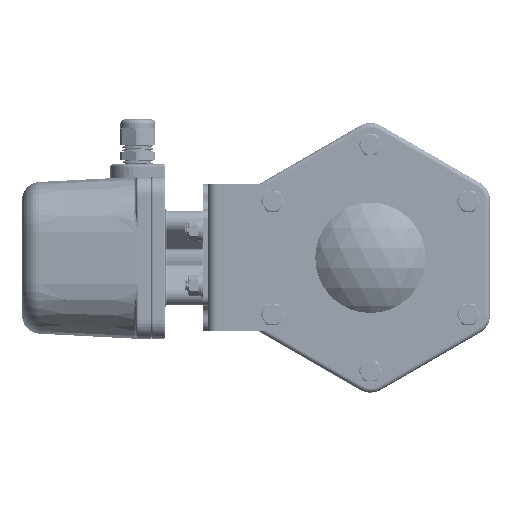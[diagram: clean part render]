
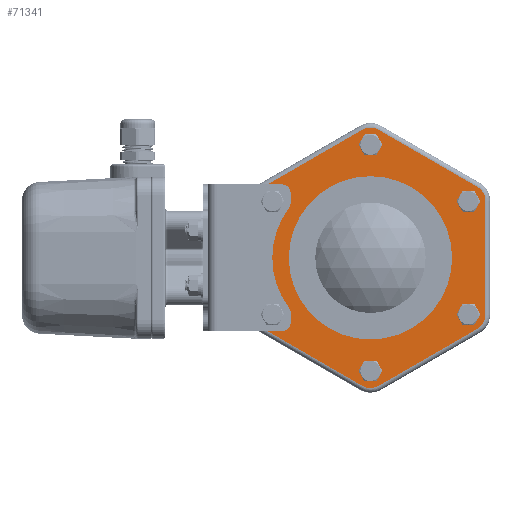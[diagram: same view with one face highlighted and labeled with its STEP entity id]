
A CAD part, left-side view. The second image highlights one B-rep face of the part: STEP entity #71341.
In plain terms, the highlighted planar face has unit normal (-1, 0, 0).
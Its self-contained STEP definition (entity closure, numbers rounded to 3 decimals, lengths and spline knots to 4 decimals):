
#2001=FACE_BOUND('',#13356,.T.);
#2002=FACE_BOUND('',#13357,.T.);
#2003=FACE_BOUND('',#13358,.T.);
#2004=FACE_BOUND('',#13359,.T.);
#2005=FACE_BOUND('',#13360,.T.);
#2006=FACE_BOUND('',#13361,.T.);
#2007=FACE_BOUND('',#13362,.T.);
#2588=CIRCLE('',#75637,0.22);
#2590=CIRCLE('',#75640,0.22);
#2592=CIRCLE('',#75643,0.22);
#2596=CIRCLE('',#75648,2.03);
#2597=CIRCLE('',#75649,2.03);
#2603=CIRCLE('',#75657,0.4375);
#2604=CIRCLE('',#75658,0.4375);
#2605=CIRCLE('',#75659,0.4375);
#2606=CIRCLE('',#75660,0.4375);
#2607=CIRCLE('',#75661,0.4375);
#2608=CIRCLE('',#75662,0.4375);
#2609=CIRCLE('',#75663,0.22);
#2610=CIRCLE('',#75664,0.22);
#2611=CIRCLE('',#75665,0.22);
#9200=FACE_OUTER_BOUND('',#13355,.T.);
#13355=EDGE_LOOP('',(#56728,#56729,#56730,#56731,#56732,#56733,#56734,#56735,
#56736,#56737,#56738,#56739));
#13356=EDGE_LOOP('',(#56740));
#13357=EDGE_LOOP('',(#56741));
#13358=EDGE_LOOP('',(#56742));
#13359=EDGE_LOOP('',(#56743));
#13360=EDGE_LOOP('',(#56744));
#13361=EDGE_LOOP('',(#56745));
#13362=EDGE_LOOP('',(#56746,#56747));
#19177=LINE('',#115824,#25908);
#19178=LINE('',#115828,#25909);
#19179=LINE('',#115832,#25910);
#19180=LINE('',#115836,#25911);
#19181=LINE('',#115840,#25912);
#19182=LINE('',#115843,#25913);
#25908=VECTOR('',#85655,0.3937);
#25909=VECTOR('',#85658,0.3937);
#25910=VECTOR('',#85661,0.3937);
#25911=VECTOR('',#85664,0.3937);
#25912=VECTOR('',#85667,0.3937);
#25913=VECTOR('',#85670,0.3937);
#32477=VERTEX_POINT('',#115785);
#32478=VERTEX_POINT('',#115790);
#32479=VERTEX_POINT('',#115795);
#32482=VERTEX_POINT('',#115803);
#32483=VERTEX_POINT('',#115805);
#32488=VERTEX_POINT('',#115820);
#32489=VERTEX_POINT('',#115821);
#32490=VERTEX_POINT('',#115823);
#32491=VERTEX_POINT('',#115825);
#32492=VERTEX_POINT('',#115827);
#32493=VERTEX_POINT('',#115829);
#32494=VERTEX_POINT('',#115831);
#32495=VERTEX_POINT('',#115833);
#32496=VERTEX_POINT('',#115835);
#32497=VERTEX_POINT('',#115837);
#32498=VERTEX_POINT('',#115839);
#32499=VERTEX_POINT('',#115841);
#32500=VERTEX_POINT('',#115844);
#32501=VERTEX_POINT('',#115846);
#32502=VERTEX_POINT('',#115848);
#41096=EDGE_CURVE('',#32477,#32477,#2588,.T.);
#41099=EDGE_CURVE('',#32478,#32478,#2590,.T.);
#41102=EDGE_CURVE('',#32479,#32479,#2592,.T.);
#41107=EDGE_CURVE('',#32482,#32483,#2596,.T.);
#41108=EDGE_CURVE('',#32483,#32482,#2597,.T.);
#41115=EDGE_CURVE('',#32488,#32489,#2603,.T.);
#41116=EDGE_CURVE('',#32490,#32488,#19177,.T.);
#41117=EDGE_CURVE('',#32491,#32490,#2604,.T.);
#41118=EDGE_CURVE('',#32492,#32491,#19178,.T.);
#41119=EDGE_CURVE('',#32493,#32492,#2605,.T.);
#41120=EDGE_CURVE('',#32494,#32493,#19179,.T.);
#41121=EDGE_CURVE('',#32495,#32494,#2606,.T.);
#41122=EDGE_CURVE('',#32496,#32495,#19180,.T.);
#41123=EDGE_CURVE('',#32497,#32496,#2607,.T.);
#41124=EDGE_CURVE('',#32498,#32497,#19181,.T.);
#41125=EDGE_CURVE('',#32499,#32498,#2608,.T.);
#41126=EDGE_CURVE('',#32489,#32499,#19182,.T.);
#41127=EDGE_CURVE('',#32500,#32500,#2609,.T.);
#41128=EDGE_CURVE('',#32501,#32501,#2610,.T.);
#41129=EDGE_CURVE('',#32502,#32502,#2611,.T.);
#56728=ORIENTED_EDGE('',*,*,#41115,.F.);
#56729=ORIENTED_EDGE('',*,*,#41116,.F.);
#56730=ORIENTED_EDGE('',*,*,#41117,.F.);
#56731=ORIENTED_EDGE('',*,*,#41118,.F.);
#56732=ORIENTED_EDGE('',*,*,#41119,.F.);
#56733=ORIENTED_EDGE('',*,*,#41120,.F.);
#56734=ORIENTED_EDGE('',*,*,#41121,.F.);
#56735=ORIENTED_EDGE('',*,*,#41122,.F.);
#56736=ORIENTED_EDGE('',*,*,#41123,.F.);
#56737=ORIENTED_EDGE('',*,*,#41124,.F.);
#56738=ORIENTED_EDGE('',*,*,#41125,.F.);
#56739=ORIENTED_EDGE('',*,*,#41126,.F.);
#56740=ORIENTED_EDGE('',*,*,#41102,.T.);
#56741=ORIENTED_EDGE('',*,*,#41127,.T.);
#56742=ORIENTED_EDGE('',*,*,#41128,.T.);
#56743=ORIENTED_EDGE('',*,*,#41129,.T.);
#56744=ORIENTED_EDGE('',*,*,#41096,.T.);
#56745=ORIENTED_EDGE('',*,*,#41099,.T.);
#56746=ORIENTED_EDGE('',*,*,#41108,.F.);
#56747=ORIENTED_EDGE('',*,*,#41107,.F.);
#68393=PLANE('',#75656);
#71341=ADVANCED_FACE('',(#9200,#2001,#2002,#2003,#2004,#2005,#2006,#2007),
#68393,.T.);
#75637=AXIS2_PLACEMENT_3D('',#115786,#85609,#85610);
#75640=AXIS2_PLACEMENT_3D('',#115791,#85616,#85617);
#75643=AXIS2_PLACEMENT_3D('',#115796,#85623,#85624);
#75648=AXIS2_PLACEMENT_3D('',#115806,#85634,#85635);
#75649=AXIS2_PLACEMENT_3D('',#115807,#85636,#85637);
#75656=AXIS2_PLACEMENT_3D('',#115819,#85651,#85652);
#75657=AXIS2_PLACEMENT_3D('',#115822,#85653,#85654);
#75658=AXIS2_PLACEMENT_3D('',#115826,#85656,#85657);
#75659=AXIS2_PLACEMENT_3D('',#115830,#85659,#85660);
#75660=AXIS2_PLACEMENT_3D('',#115834,#85662,#85663);
#75661=AXIS2_PLACEMENT_3D('',#115838,#85665,#85666);
#75662=AXIS2_PLACEMENT_3D('',#115842,#85668,#85669);
#75663=AXIS2_PLACEMENT_3D('',#115845,#85671,#85672);
#75664=AXIS2_PLACEMENT_3D('',#115847,#85673,#85674);
#75665=AXIS2_PLACEMENT_3D('',#115849,#85675,#85676);
#85609=DIRECTION('center_axis',(1.,0.,0.));
#85610=DIRECTION('ref_axis',(0.,0.866,-0.5));
#85616=DIRECTION('center_axis',(1.,0.,0.));
#85617=DIRECTION('ref_axis',(0.,0.,-1.));
#85623=DIRECTION('center_axis',(1.,0.,0.));
#85624=DIRECTION('ref_axis',(0.,-0.866,-0.5));
#85634=DIRECTION('center_axis',(-1.,0.,0.));
#85635=DIRECTION('ref_axis',(0.,-1.,0.));
#85636=DIRECTION('center_axis',(-1.,0.,0.));
#85637=DIRECTION('ref_axis',(0.,-1.,0.));
#85651=DIRECTION('center_axis',(-1.,0.,0.));
#85652=DIRECTION('ref_axis',(0.,0.,1.));
#85653=DIRECTION('center_axis',(1.,0.,0.));
#85654=DIRECTION('ref_axis',(0.,-0.866,-0.5));
#85655=DIRECTION('',(0.,0.,-1.));
#85656=DIRECTION('center_axis',(1.,0.,0.));
#85657=DIRECTION('ref_axis',(0.,-0.866,0.5));
#85658=DIRECTION('',(0.,-0.866,-0.5));
#85659=DIRECTION('center_axis',(1.,0.,0.));
#85660=DIRECTION('ref_axis',(0.,0.,1.));
#85661=DIRECTION('',(0.,-0.866,0.5));
#85662=DIRECTION('center_axis',(1.,0.,0.));
#85663=DIRECTION('ref_axis',(0.,0.866,0.5));
#85664=DIRECTION('',(0.,0.,1.));
#85665=DIRECTION('center_axis',(1.,0.,0.));
#85666=DIRECTION('ref_axis',(0.,0.866,-0.5));
#85667=DIRECTION('',(0.,0.866,0.5));
#85668=DIRECTION('center_axis',(1.,0.,0.));
#85669=DIRECTION('ref_axis',(0.,0.,-1.));
#85670=DIRECTION('',(0.,0.866,-0.5));
#85671=DIRECTION('center_axis',(1.,0.,0.));
#85672=DIRECTION('ref_axis',(0.,-0.866,0.5));
#85673=DIRECTION('center_axis',(1.,0.,0.));
#85674=DIRECTION('ref_axis',(0.,0.,1.));
#85675=DIRECTION('center_axis',(1.,0.,0.));
#85676=DIRECTION('ref_axis',(0.,0.866,0.5));
#115785=CARTESIAN_POINT('',(1.38,2.4725,-1.4275));
#115786=CARTESIAN_POINT('Origin',(1.38,2.663,-1.5375));
#115790=CARTESIAN_POINT('',(1.38,0.,-2.855));
#115791=CARTESIAN_POINT('Origin',(1.38,0.,-3.075));
#115795=CARTESIAN_POINT('',(1.38,-2.4725,-1.4275));
#115796=CARTESIAN_POINT('Origin',(1.38,-2.663,-1.5375));
#115803=CARTESIAN_POINT('',(1.38,0.,2.03));
#115805=CARTESIAN_POINT('',(1.38,2.03,0.));
#115806=CARTESIAN_POINT('Origin',(1.38,0.,0.));
#115807=CARTESIAN_POINT('Origin',(1.38,0.,0.));
#115819=CARTESIAN_POINT('Origin',(1.38,2.515,0.));
#115820=CARTESIAN_POINT('',(1.38,-3.125,-1.5516));
#115821=CARTESIAN_POINT('',(1.38,-2.9063,-1.9305));
#115822=CARTESIAN_POINT('Origin',(1.38,-2.6875,-1.5516));
#115823=CARTESIAN_POINT('',(1.38,-3.125,1.5516));
#115824=CARTESIAN_POINT('',(1.38,-3.125,0.9382));
#115825=CARTESIAN_POINT('',(1.38,-2.9063,1.9305));
#115826=CARTESIAN_POINT('Origin',(1.38,-2.6875,1.5516));
#115827=CARTESIAN_POINT('',(1.38,-0.2188,3.4821));
#115828=CARTESIAN_POINT('',(1.38,0.1931,3.7199));
#115829=CARTESIAN_POINT('',(1.38,0.2188,3.4821));
#115830=CARTESIAN_POINT('Origin',(1.38,0.,3.1033));
#115831=CARTESIAN_POINT('',(1.38,2.9063,1.9305));
#115832=CARTESIAN_POINT('',(1.38,3.3181,1.6927));
#115833=CARTESIAN_POINT('',(1.38,3.125,1.5516));
#115834=CARTESIAN_POINT('Origin',(1.38,2.6875,1.5516));
#115835=CARTESIAN_POINT('',(1.38,3.125,-1.5516));
#115836=CARTESIAN_POINT('',(1.38,3.125,-0.9382));
#115837=CARTESIAN_POINT('',(1.38,2.9063,-1.9305));
#115838=CARTESIAN_POINT('Origin',(1.38,2.6875,-1.5516));
#115839=CARTESIAN_POINT('',(1.38,0.2188,-3.4821));
#115840=CARTESIAN_POINT('',(1.38,1.6931,-2.6309));
#115841=CARTESIAN_POINT('',(1.38,-0.2187,-3.4821));
#115842=CARTESIAN_POINT('Origin',(1.38,0.,-3.1033));
#115843=CARTESIAN_POINT('',(1.38,-1.4319,-2.7817));
#115844=CARTESIAN_POINT('',(1.38,-2.4725,1.4275));
#115845=CARTESIAN_POINT('Origin',(1.38,-2.663,1.5375));
#115846=CARTESIAN_POINT('',(1.38,0.,2.855));
#115847=CARTESIAN_POINT('Origin',(1.38,0.,3.075));
#115848=CARTESIAN_POINT('',(1.38,2.4725,1.4275));
#115849=CARTESIAN_POINT('Origin',(1.38,2.663,1.5375));
